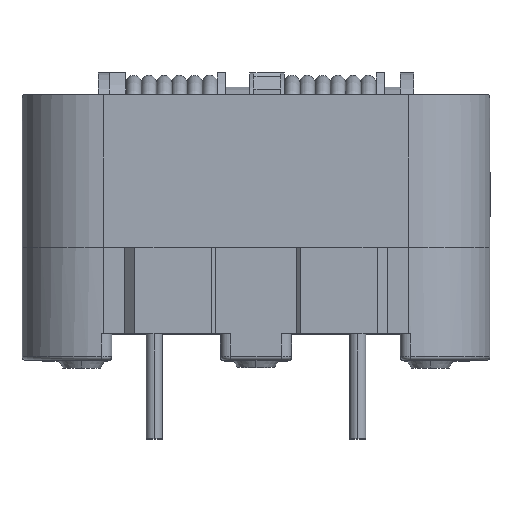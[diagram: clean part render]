
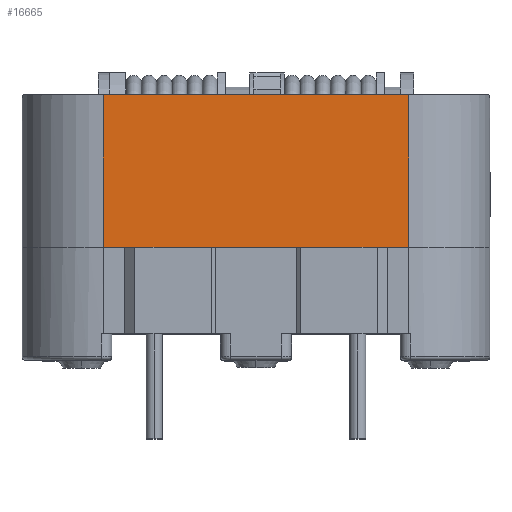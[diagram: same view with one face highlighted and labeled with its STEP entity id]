
A CAD part, top view. The second image highlights one B-rep face of the part: STEP entity #16665.
In plain terms, the highlighted planar face has unit normal (0, 0, 1).
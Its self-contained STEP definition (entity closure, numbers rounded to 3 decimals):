
#158 = CARTESIAN_POINT ( 'NONE',  ( 7.5, -4.85, 11. ) ) ;
#212 = ORIENTED_EDGE ( 'NONE', *, *, #12784, .F. ) ;
#1010 = CARTESIAN_POINT ( 'NONE',  ( -10.45, -2.6, 11. ) ) ;
#1091 = DIRECTION ( 'NONE',  ( -1., 0., 0. ) ) ;
#1474 = CARTESIAN_POINT ( 'NONE',  ( -7.5, -2.6, 11. ) ) ;
#2501 = PLANE ( 'NONE',  #18405 ) ;
#2524 = ORIENTED_EDGE ( 'NONE', *, *, #9037, .T. ) ;
#2586 = VECTOR ( 'NONE', #2714, 1000. ) ;
#2682 = DIRECTION ( 'NONE',  ( 0., -1., 0. ) ) ;
#2714 = DIRECTION ( 'NONE',  ( 1., 0., 0. ) ) ;
#2902 = EDGE_CURVE ( 'NONE', #14696, #14672, #11958, .T. ) ;
#3348 = FACE_OUTER_BOUND ( 'NONE', #22715, .T. ) ;
#3833 = ORIENTED_EDGE ( 'NONE', *, *, #8564, .T. ) ;
#6254 = VERTEX_POINT ( 'NONE', #7867 ) ;
#6997 = ORIENTED_EDGE ( 'NONE', *, *, #14360, .T. ) ;
#7401 = VECTOR ( 'NONE', #2682, 1000. ) ;
#7600 = DIRECTION ( 'NONE',  ( 1., 0., 0. ) ) ;
#7867 = CARTESIAN_POINT ( 'NONE',  ( -6.45, -2.6, 11. ) ) ;
#8372 = DIRECTION ( 'NONE',  ( 0., 0., 1. ) ) ;
#8450 = VECTOR ( 'NONE', #15489, 1000. ) ;
#8564 = EDGE_CURVE ( 'NONE', #22492, #14672, #13495, .T. ) ;
#9037 = EDGE_CURVE ( 'NONE', #14696, #11306, #17380, .T. ) ;
#9301 = CARTESIAN_POINT ( 'NONE',  ( -10.45, -2.6, 11. ) ) ;
#9677 = ORIENTED_EDGE ( 'NONE', *, *, #2902, .F. ) ;
#10201 = CARTESIAN_POINT ( 'NONE',  ( -7.5, 4.9, 11. ) ) ;
#11306 = VERTEX_POINT ( 'NONE', #1474 ) ;
#11380 = CARTESIAN_POINT ( 'NONE',  ( -10.45, 4.9, 11. ) ) ;
#11889 = CARTESIAN_POINT ( 'NONE',  ( -10.45, -2.6, 11. ) ) ;
#11958 = LINE ( 'NONE', #11380, #2586 ) ;
#12604 = VECTOR ( 'NONE', #1091, 1000. ) ;
#12784 = EDGE_CURVE ( 'NONE', #6254, #11306, #18488, .T. ) ;
#13495 = LINE ( 'NONE', #158, #21860 ) ;
#14332 = DIRECTION ( 'NONE',  ( 0., 1., 0. ) ) ;
#14360 = EDGE_CURVE ( 'NONE', #6254, #20066, #17577, .T. ) ;
#14549 = LINE ( 'NONE', #11889, #8450 ) ;
#14672 = VERTEX_POINT ( 'NONE', #17421 ) ;
#14696 = VERTEX_POINT ( 'NONE', #10201 ) ;
#15489 = DIRECTION ( 'NONE',  ( -1., 0., 0. ) ) ;
#15884 = VECTOR ( 'NONE', #7600, 1000. ) ;
#16665 = ADVANCED_FACE ( 'NONE', ( #3348 ), #2501, .T. ) ;
#16698 = CARTESIAN_POINT ( 'NONE',  ( -10.45, -4.85, 11. ) ) ;
#17341 = ORIENTED_EDGE ( 'NONE', *, *, #22663, .F. ) ;
#17380 = LINE ( 'NONE', #21999, #7401 ) ;
#17421 = CARTESIAN_POINT ( 'NONE',  ( 7.5, 4.9, 11. ) ) ;
#17577 = LINE ( 'NONE', #9301, #15884 ) ;
#18405 = AXIS2_PLACEMENT_3D ( 'NONE', #16698, #8372, #20936 ) ;
#18488 = LINE ( 'NONE', #1010, #12604 ) ;
#18929 = CARTESIAN_POINT ( 'NONE',  ( 7.5, -2.6, 11. ) ) ;
#19752 = CARTESIAN_POINT ( 'NONE',  ( 6.45, -2.6, 11. ) ) ;
#20066 = VERTEX_POINT ( 'NONE', #19752 ) ;
#20936 = DIRECTION ( 'NONE',  ( 1., 0., 0. ) ) ;
#21860 = VECTOR ( 'NONE', #14332, 1000. ) ;
#21999 = CARTESIAN_POINT ( 'NONE',  ( -7.5, -4.85, 11. ) ) ;
#22492 = VERTEX_POINT ( 'NONE', #18929 ) ;
#22663 = EDGE_CURVE ( 'NONE', #22492, #20066, #14549, .T. ) ;
#22715 = EDGE_LOOP ( 'NONE', ( #17341, #3833, #9677, #2524, #212, #6997 ) ) ;
